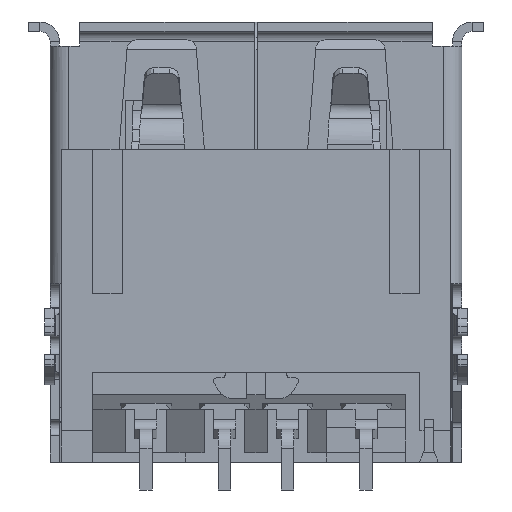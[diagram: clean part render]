
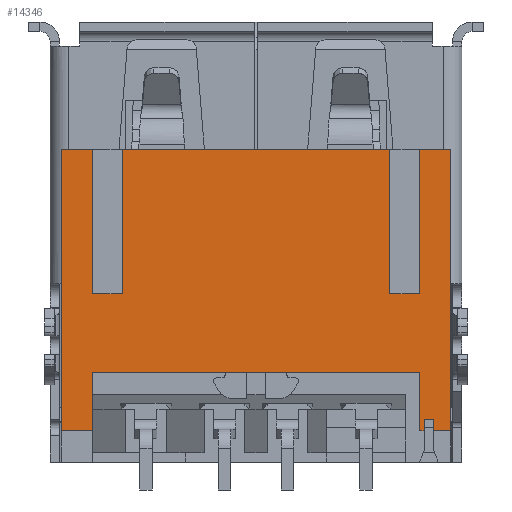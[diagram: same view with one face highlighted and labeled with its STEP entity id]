
A CAD part, front view. The second image highlights one B-rep face of the part: STEP entity #14346.
In plain terms, the highlighted planar face has unit normal (0, -1, 0).
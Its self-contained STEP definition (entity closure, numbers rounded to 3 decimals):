
#569=DIRECTION('',(0.,0.,-1.));
#570=VECTOR('',#569,8.96);
#571=CARTESIAN_POINT('',(-6.2,0.42,9.96));
#572=LINE('8502',#571,#570);
#648=DIRECTION('',(0.,0.,1.));
#649=VECTOR('',#648,1.86);
#650=CARTESIAN_POINT('',(-5.2,0.42,1.));
#651=LINE('8472',#650,#649);
#684=DIRECTION('',(-1.,0.,0.));
#685=VECTOR('',#684,10.4);
#686=CARTESIAN_POINT('',(5.2,0.42,2.86));
#687=LINE('8471',#686,#685);
#688=DIRECTION('',(-1.,0.,0.));
#689=VECTOR('',#688,0.95);
#690=CARTESIAN_POINT('',(5.2,0.42,5.36));
#691=LINE('8477',#690,#689);
#700=DIRECTION('',(0.,0.,1.));
#701=VECTOR('',#700,4.6);
#702=CARTESIAN_POINT('',(4.25,0.42,5.36));
#703=LINE('8475',#702,#701);
#712=DIRECTION('',(-1.,0.,0.));
#713=VECTOR('',#712,1.);
#714=CARTESIAN_POINT('',(6.2,0.42,9.96));
#715=LINE('8491',#714,#713);
#720=DIRECTION('',(-1.,0.,0.));
#721=VECTOR('',#720,8.5);
#722=CARTESIAN_POINT('',(4.25,0.42,9.96));
#723=LINE('8495',#722,#721);
#732=DIRECTION('',(-1.,0.,0.));
#733=VECTOR('',#732,1.);
#734=CARTESIAN_POINT('',(-5.2,0.42,9.96));
#735=LINE('8499',#734,#733);
#1219=DIRECTION('',(0.,0.,1.));
#1220=VECTOR('',#1219,8.96);
#1221=CARTESIAN_POINT('',(6.2,0.42,1.));
#1222=LINE('8527',#1221,#1220);
#6985=DIRECTION('',(0.,0.,-1.));
#6986=VECTOR('',#6985,1.86);
#6987=CARTESIAN_POINT('',(5.2,0.42,2.86));
#6988=LINE('8470',#6987,#6986);
#7005=DIRECTION('',(1.,0.,0.));
#7006=VECTOR('',#7005,0.15);
#7007=CARTESIAN_POINT('',(5.2,0.42,1.));
#7008=LINE('8469',#7007,#7006);
#7017=DIRECTION('',(0.,0.,1.));
#7018=VECTOR('',#7017,0.36);
#7019=CARTESIAN_POINT('',(5.35,0.42,1.));
#7020=LINE('8468',#7019,#7018);
#7115=DIRECTION('',(1.,0.,0.));
#7116=VECTOR('',#7115,0.3);
#7117=CARTESIAN_POINT('',(5.35,0.42,1.36));
#7118=LINE('8467',#7117,#7116);
#7135=DIRECTION('',(0.,0.,-1.));
#7136=VECTOR('',#7135,0.36);
#7137=CARTESIAN_POINT('',(5.65,0.42,1.36));
#7138=LINE('8466',#7137,#7136);
#7163=DIRECTION('',(1.,0.,0.));
#7164=VECTOR('',#7163,0.55);
#7165=CARTESIAN_POINT('',(5.65,0.42,1.));
#7166=LINE('8465',#7165,#7164);
#10040=DIRECTION('',(0.,0.,-1.));
#10041=VECTOR('',#10040,4.6);
#10042=CARTESIAN_POINT('',(5.2,0.42,9.96));
#10043=LINE('8935',#10042,#10041);
#10056=DIRECTION('',(0.,0.,-1.));
#10057=VECTOR('',#10056,4.6);
#10058=CARTESIAN_POINT('',(-4.25,0.42,9.96));
#10059=LINE('8938',#10058,#10057);
#10060=DIRECTION('',(-1.,0.,0.));
#10061=VECTOR('',#10060,0.95);
#10062=CARTESIAN_POINT('',(-4.25,0.42,5.36));
#10063=LINE('8476',#10062,#10061);
#10072=DIRECTION('',(0.,0.,1.));
#10073=VECTOR('',#10072,4.6);
#10074=CARTESIAN_POINT('',(-5.2,0.42,5.36));
#10075=LINE('8474',#10074,#10073);
#10092=DIRECTION('',(1.,0.,0.));
#10093=VECTOR('',#10092,1.);
#10094=CARTESIAN_POINT('',(-6.2,0.42,1.));
#10095=LINE('8473',#10094,#10093);
#10744=CARTESIAN_POINT('',(5.2,0.42,2.86));
#10746=VERTEX_POINT('',#10744);
#10749=CARTESIAN_POINT('',(-5.2,0.42,2.86));
#10750=VERTEX_POINT('',#10749);
#10751=CARTESIAN_POINT('',(5.65,0.42,1.));
#10752=CARTESIAN_POINT('',(6.2,0.42,1.));
#10753=VERTEX_POINT('',#10751);
#10754=VERTEX_POINT('',#10752);
#10755=CARTESIAN_POINT('',(5.65,0.42,1.36));
#10756=VERTEX_POINT('',#10755);
#10757=CARTESIAN_POINT('',(5.35,0.42,1.36));
#10758=VERTEX_POINT('',#10757);
#10759=CARTESIAN_POINT('',(5.35,0.42,1.));
#10760=VERTEX_POINT('',#10759);
#10761=CARTESIAN_POINT('',(5.2,0.42,1.));
#10762=VERTEX_POINT('',#10761);
#10763=CARTESIAN_POINT('',(-5.2,0.42,1.));
#10764=VERTEX_POINT('',#10763);
#10765=CARTESIAN_POINT('',(-6.2,0.42,1.));
#10766=VERTEX_POINT('',#10765);
#10767=CARTESIAN_POINT('',(-5.2,0.42,5.36));
#10768=CARTESIAN_POINT('',(-5.2,0.42,9.96));
#10769=VERTEX_POINT('',#10767);
#10770=VERTEX_POINT('',#10768);
#10771=CARTESIAN_POINT('',(4.25,0.42,5.36));
#10772=CARTESIAN_POINT('',(4.25,0.42,9.96));
#10773=VERTEX_POINT('',#10771);
#10774=VERTEX_POINT('',#10772);
#10775=CARTESIAN_POINT('',(-4.25,0.42,5.36));
#10776=VERTEX_POINT('',#10775);
#10777=CARTESIAN_POINT('',(5.2,0.42,5.36));
#10778=VERTEX_POINT('',#10777);
#10796=CARTESIAN_POINT('',(-6.2,0.42,9.96));
#10798=VERTEX_POINT('',#10796);
#10809=CARTESIAN_POINT('',(6.2,0.42,9.96));
#10810=VERTEX_POINT('',#10809);
#10811=CARTESIAN_POINT('',(5.2,0.42,9.96));
#10812=VERTEX_POINT('',#10811);
#10813=CARTESIAN_POINT('',(-4.25,0.42,9.96));
#10814=VERTEX_POINT('',#10813);
#14301=CARTESIAN_POINT('',(0.,0.42,5.48));
#14302=DIRECTION('',(0.,1.,0.));
#14303=DIRECTION('',(-1.,0.,0.));
#14304=AXIS2_PLACEMENT_3D('',#14301,#14302,#14303);
#14305=PLANE('10835',#14304);
#14307=ORIENTED_EDGE('8477',*,*,#14306,.F.);
#14309=ORIENTED_EDGE('8935',*,*,#14308,.F.);
#14311=ORIENTED_EDGE('8491',*,*,#14310,.F.);
#14313=ORIENTED_EDGE('8527',*,*,#14312,.F.);
#14315=ORIENTED_EDGE('8465',*,*,#14314,.F.);
#14317=ORIENTED_EDGE('8466',*,*,#14316,.F.);
#14319=ORIENTED_EDGE('8467',*,*,#14318,.F.);
#14321=ORIENTED_EDGE('8468',*,*,#14320,.F.);
#14323=ORIENTED_EDGE('8469',*,*,#14322,.F.);
#14325=ORIENTED_EDGE('8470',*,*,#14324,.F.);
#14327=ORIENTED_EDGE('8471',*,*,#14326,.T.);
#14328=ORIENTED_EDGE('8472',*,*,#14277,.F.);
#14330=ORIENTED_EDGE('8473',*,*,#14329,.F.);
#14331=ORIENTED_EDGE('8502',*,*,#14147,.F.);
#14333=ORIENTED_EDGE('8499',*,*,#14332,.F.);
#14335=ORIENTED_EDGE('8474',*,*,#14334,.F.);
#14337=ORIENTED_EDGE('8476',*,*,#14336,.F.);
#14339=ORIENTED_EDGE('8938',*,*,#14338,.F.);
#14341=ORIENTED_EDGE('8495',*,*,#14340,.F.);
#14343=ORIENTED_EDGE('8475',*,*,#14342,.F.);
#14344=EDGE_LOOP('10835',(#14307,#14309,#14311,#14313,#14315,#14317,#14319,
#14321,#14323,#14325,#14327,#14328,#14330,#14331,#14333,#14335,#14337,#14339,
#14341,#14343));
#14345=FACE_OUTER_BOUND('10835',#14344,.F.);
#14346=ADVANCED_FACE('10835',(#14345),#14305,.F.);
#14147=EDGE_CURVE('8502',#10798,#10766,#572,.T.);
#14277=EDGE_CURVE('8472',#10764,#10750,#651,.T.);
#14306=EDGE_CURVE('8477',#10778,#10773,#691,.T.);
#14308=EDGE_CURVE('8935',#10812,#10778,#10043,.T.);
#14310=EDGE_CURVE('8491',#10810,#10812,#715,.T.);
#14312=EDGE_CURVE('8527',#10754,#10810,#1222,.T.);
#14314=EDGE_CURVE('8465',#10753,#10754,#7166,.T.);
#14316=EDGE_CURVE('8466',#10756,#10753,#7138,.T.);
#14318=EDGE_CURVE('8467',#10758,#10756,#7118,.T.);
#14320=EDGE_CURVE('8468',#10760,#10758,#7020,.T.);
#14322=EDGE_CURVE('8469',#10762,#10760,#7008,.T.);
#14324=EDGE_CURVE('8470',#10746,#10762,#6988,.T.);
#14326=EDGE_CURVE('8471',#10746,#10750,#687,.T.);
#14329=EDGE_CURVE('8473',#10766,#10764,#10095,.T.);
#14332=EDGE_CURVE('8499',#10770,#10798,#735,.T.);
#14334=EDGE_CURVE('8474',#10769,#10770,#10075,.T.);
#14336=EDGE_CURVE('8476',#10776,#10769,#10063,.T.);
#14338=EDGE_CURVE('8938',#10814,#10776,#10059,.T.);
#14340=EDGE_CURVE('8495',#10774,#10814,#723,.T.);
#14342=EDGE_CURVE('8475',#10773,#10774,#703,.T.);
